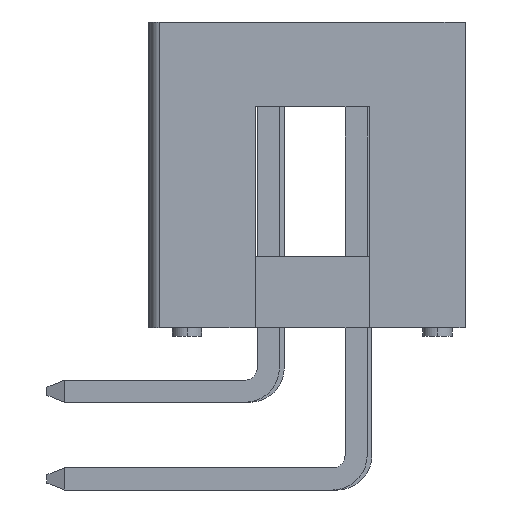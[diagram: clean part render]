
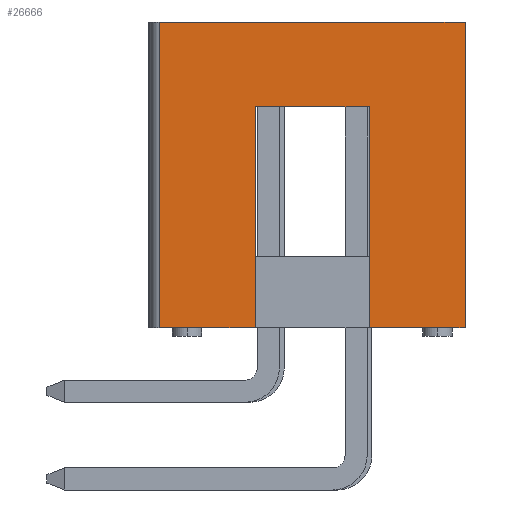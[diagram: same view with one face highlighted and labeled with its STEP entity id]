
A CAD part, left-side view. The second image highlights one B-rep face of the part: STEP entity #26666.
In plain terms, the highlighted planar face has unit normal (-1, 0, 0).
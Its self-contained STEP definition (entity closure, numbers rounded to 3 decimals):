
#22264 = PLANE('',#22265);
#22265 = AXIS2_PLACEMENT_3D('',#22266,#22267,#22268);
#22266 = CARTESIAN_POINT('',(16.53,-4.425,-4.425));
#22267 = DIRECTION('',(0.,0.,-1.));
#22268 = DIRECTION('',(0.,-1.,0.));
#23116 = VERTEX_POINT('',#23117);
#23117 = CARTESIAN_POINT('',(-16.53,-4.425,-4.425));
#23131 = PLANE('',#23132);
#23132 = AXIS2_PLACEMENT_3D('',#23133,#23134,#23135);
#23133 = CARTESIAN_POINT('',(0.,-4.425,0.));
#23134 = DIRECTION('',(-0.,1.,0.));
#23135 = DIRECTION('',(1.,0.,0.));
#23143 = EDGE_CURVE('',#23116,#23144,#23146,.T.);
#23144 = VERTEX_POINT('',#23145);
#23145 = CARTESIAN_POINT('',(-16.53,-1.65,-4.425));
#23146 = SURFACE_CURVE('',#23147,(#23151,#23158),.PCURVE_S1.);
#23147 = LINE('',#23148,#23149);
#23148 = CARTESIAN_POINT('',(-16.53,-4.425,-4.425));
#23149 = VECTOR('',#23150,1.);
#23150 = DIRECTION('',(0.,1.,0.));
#23151 = PCURVE('',#22264,#23152);
#23152 = DEFINITIONAL_REPRESENTATION('',(#23153),#23157);
#23153 = LINE('',#23154,#23155);
#23154 = CARTESIAN_POINT('',(0.,33.06));
#23155 = VECTOR('',#23156,1.);
#23156 = DIRECTION('',(-1.,-0.));
#23157 = ( GEOMETRIC_REPRESENTATION_CONTEXT(2) 
PARAMETRIC_REPRESENTATION_CONTEXT() REPRESENTATION_CONTEXT('2D SPACE',''
  ) );
#23158 = PCURVE('',#23159,#23164);
#23159 = PLANE('',#23160);
#23160 = AXIS2_PLACEMENT_3D('',#23161,#23162,#23163);
#23161 = CARTESIAN_POINT('',(-16.53,-4.425,-4.425));
#23162 = DIRECTION('',(-1.,0.,0.));
#23163 = DIRECTION('',(0.,0.,1.));
#23164 = DEFINITIONAL_REPRESENTATION('',(#23165),#23169);
#23165 = LINE('',#23166,#23167);
#23166 = CARTESIAN_POINT('',(0.,0.));
#23167 = VECTOR('',#23168,1.);
#23168 = DIRECTION('',(0.,1.));
#23169 = ( GEOMETRIC_REPRESENTATION_CONTEXT(2) 
PARAMETRIC_REPRESENTATION_CONTEXT() REPRESENTATION_CONTEXT('2D SPACE',''
  ) );
#23187 = PLANE('',#23188);
#23188 = AXIS2_PLACEMENT_3D('',#23189,#23190,#23191);
#23189 = CARTESIAN_POINT('',(-16.53,-1.65,1.975));
#23190 = DIRECTION('',(-0.,1.,0.));
#23191 = DIRECTION('',(1.,0.,0.));
#23228 = VERTEX_POINT('',#23229);
#23229 = CARTESIAN_POINT('',(-16.53,1.65,-4.425));
#23243 = PLANE('',#23244);
#23244 = AXIS2_PLACEMENT_3D('',#23245,#23246,#23247);
#23245 = CARTESIAN_POINT('',(-15.48,1.65,1.975));
#23246 = DIRECTION('',(0.,-1.,0.));
#23247 = DIRECTION('',(0.,0.,-1.));
#23255 = EDGE_CURVE('',#23228,#23256,#23258,.T.);
#23256 = VERTEX_POINT('',#23257);
#23257 = CARTESIAN_POINT('',(-16.53,4.425,-4.425));
#23258 = SURFACE_CURVE('',#23259,(#23263,#23270),.PCURVE_S1.);
#23259 = LINE('',#23260,#23261);
#23260 = CARTESIAN_POINT('',(-16.53,-4.425,-4.425));
#23261 = VECTOR('',#23262,1.);
#23262 = DIRECTION('',(0.,1.,0.));
#23263 = PCURVE('',#22264,#23264);
#23264 = DEFINITIONAL_REPRESENTATION('',(#23265),#23269);
#23265 = LINE('',#23266,#23267);
#23266 = CARTESIAN_POINT('',(0.,33.06));
#23267 = VECTOR('',#23268,1.);
#23268 = DIRECTION('',(-1.,-0.));
#23269 = ( GEOMETRIC_REPRESENTATION_CONTEXT(2) 
PARAMETRIC_REPRESENTATION_CONTEXT() REPRESENTATION_CONTEXT('2D SPACE',''
  ) );
#23270 = PCURVE('',#23159,#23271);
#23271 = DEFINITIONAL_REPRESENTATION('',(#23272),#23276);
#23272 = LINE('',#23273,#23274);
#23273 = CARTESIAN_POINT('',(0.,0.));
#23274 = VECTOR('',#23275,1.);
#23275 = DIRECTION('',(0.,1.));
#23276 = ( GEOMETRIC_REPRESENTATION_CONTEXT(2) 
PARAMETRIC_REPRESENTATION_CONTEXT() REPRESENTATION_CONTEXT('2D SPACE',''
  ) );
#23294 = PLANE('',#23295);
#23295 = AXIS2_PLACEMENT_3D('',#23296,#23297,#23298);
#23296 = CARTESIAN_POINT('',(0.,4.425,0.));
#23297 = DIRECTION('',(-0.,1.,0.));
#23298 = DIRECTION('',(1.,0.,0.));
#26154 = PLANE('',#26155);
#26155 = AXIS2_PLACEMENT_3D('',#26156,#26157,#26158);
#26156 = CARTESIAN_POINT('',(-16.53,-4.425,4.425));
#26157 = DIRECTION('',(0.,0.,1.));
#26158 = DIRECTION('',(1.,0.,-0.));
#26508 = VERTEX_POINT('',#26509);
#26509 = CARTESIAN_POINT('',(-16.53,-4.425,4.425));
#26530 = EDGE_CURVE('',#23116,#26508,#26531,.T.);
#26531 = SURFACE_CURVE('',#26532,(#26536,#26543),.PCURVE_S1.);
#26532 = LINE('',#26533,#26534);
#26533 = CARTESIAN_POINT('',(-16.53,-4.425,-4.425));
#26534 = VECTOR('',#26535,1.);
#26535 = DIRECTION('',(0.,0.,1.));
#26536 = PCURVE('',#23131,#26537);
#26537 = DEFINITIONAL_REPRESENTATION('',(#26538),#26542);
#26538 = LINE('',#26539,#26540);
#26539 = CARTESIAN_POINT('',(-16.53,4.425));
#26540 = VECTOR('',#26541,1.);
#26541 = DIRECTION('',(0.,-1.));
#26542 = ( GEOMETRIC_REPRESENTATION_CONTEXT(2) 
PARAMETRIC_REPRESENTATION_CONTEXT() REPRESENTATION_CONTEXT('2D SPACE',''
  ) );
#26543 = PCURVE('',#23159,#26544);
#26544 = DEFINITIONAL_REPRESENTATION('',(#26545),#26549);
#26545 = LINE('',#26546,#26547);
#26546 = CARTESIAN_POINT('',(0.,0.));
#26547 = VECTOR('',#26548,1.);
#26548 = DIRECTION('',(1.,0.));
#26549 = ( GEOMETRIC_REPRESENTATION_CONTEXT(2) 
PARAMETRIC_REPRESENTATION_CONTEXT() REPRESENTATION_CONTEXT('2D SPACE',''
  ) );
#26623 = EDGE_CURVE('',#23256,#26624,#26626,.T.);
#26624 = VERTEX_POINT('',#26625);
#26625 = CARTESIAN_POINT('',(-16.53,4.425,4.425));
#26626 = SURFACE_CURVE('',#26627,(#26631,#26638),.PCURVE_S1.);
#26627 = LINE('',#26628,#26629);
#26628 = CARTESIAN_POINT('',(-16.53,4.425,-4.425));
#26629 = VECTOR('',#26630,1.);
#26630 = DIRECTION('',(0.,0.,1.));
#26631 = PCURVE('',#23294,#26632);
#26632 = DEFINITIONAL_REPRESENTATION('',(#26633),#26637);
#26633 = LINE('',#26634,#26635);
#26634 = CARTESIAN_POINT('',(-16.53,4.425));
#26635 = VECTOR('',#26636,1.);
#26636 = DIRECTION('',(0.,-1.));
#26637 = ( GEOMETRIC_REPRESENTATION_CONTEXT(2) 
PARAMETRIC_REPRESENTATION_CONTEXT() REPRESENTATION_CONTEXT('2D SPACE',''
  ) );
#26638 = PCURVE('',#23159,#26639);
#26639 = DEFINITIONAL_REPRESENTATION('',(#26640),#26644);
#26640 = LINE('',#26641,#26642);
#26641 = CARTESIAN_POINT('',(0.,8.85));
#26642 = VECTOR('',#26643,1.);
#26643 = DIRECTION('',(1.,0.));
#26644 = ( GEOMETRIC_REPRESENTATION_CONTEXT(2) 
PARAMETRIC_REPRESENTATION_CONTEXT() REPRESENTATION_CONTEXT('2D SPACE',''
  ) );
#26666 = ADVANCED_FACE('',(#26667),#23159,.T.);
#26667 = FACE_BOUND('',#26668,.T.);
#26668 = EDGE_LOOP('',(#26669,#26699,#26720,#26721,#26722,#26743,#26744,
    #26745));
#26669 = ORIENTED_EDGE('',*,*,#26670,.T.);
#26670 = EDGE_CURVE('',#26671,#26673,#26675,.T.);
#26671 = VERTEX_POINT('',#26672);
#26672 = CARTESIAN_POINT('',(-16.53,1.65,1.975));
#26673 = VERTEX_POINT('',#26674);
#26674 = CARTESIAN_POINT('',(-16.53,-1.65,1.975));
#26675 = SURFACE_CURVE('',#26676,(#26680,#26687),.PCURVE_S1.);
#26676 = LINE('',#26677,#26678);
#26677 = CARTESIAN_POINT('',(-16.53,1.65,1.975));
#26678 = VECTOR('',#26679,1.);
#26679 = DIRECTION('',(0.,-1.,0.));
#26680 = PCURVE('',#23159,#26681);
#26681 = DEFINITIONAL_REPRESENTATION('',(#26682),#26686);
#26682 = LINE('',#26683,#26684);
#26683 = CARTESIAN_POINT('',(6.4,6.075));
#26684 = VECTOR('',#26685,1.);
#26685 = DIRECTION('',(0.,-1.));
#26686 = ( GEOMETRIC_REPRESENTATION_CONTEXT(2) 
PARAMETRIC_REPRESENTATION_CONTEXT() REPRESENTATION_CONTEXT('2D SPACE',''
  ) );
#26687 = PCURVE('',#26688,#26693);
#26688 = PLANE('',#26689);
#26689 = AXIS2_PLACEMENT_3D('',#26690,#26691,#26692);
#26690 = CARTESIAN_POINT('',(0.,0.,1.975));
#26691 = DIRECTION('',(0.,0.,1.));
#26692 = DIRECTION('',(1.,0.,-0.));
#26693 = DEFINITIONAL_REPRESENTATION('',(#26694),#26698);
#26694 = LINE('',#26695,#26696);
#26695 = CARTESIAN_POINT('',(-16.53,1.65));
#26696 = VECTOR('',#26697,1.);
#26697 = DIRECTION('',(0.,-1.));
#26698 = ( GEOMETRIC_REPRESENTATION_CONTEXT(2) 
PARAMETRIC_REPRESENTATION_CONTEXT() REPRESENTATION_CONTEXT('2D SPACE',''
  ) );
#26699 = ORIENTED_EDGE('',*,*,#26700,.T.);
#26700 = EDGE_CURVE('',#26673,#23144,#26701,.T.);
#26701 = SURFACE_CURVE('',#26702,(#26706,#26713),.PCURVE_S1.);
#26702 = LINE('',#26703,#26704);
#26703 = CARTESIAN_POINT('',(-16.53,-1.65,1.975));
#26704 = VECTOR('',#26705,1.);
#26705 = DIRECTION('',(0.,0.,-1.));
#26706 = PCURVE('',#23159,#26707);
#26707 = DEFINITIONAL_REPRESENTATION('',(#26708),#26712);
#26708 = LINE('',#26709,#26710);
#26709 = CARTESIAN_POINT('',(6.4,2.775));
#26710 = VECTOR('',#26711,1.);
#26711 = DIRECTION('',(-1.,0.));
#26712 = ( GEOMETRIC_REPRESENTATION_CONTEXT(2) 
PARAMETRIC_REPRESENTATION_CONTEXT() REPRESENTATION_CONTEXT('2D SPACE',''
  ) );
#26713 = PCURVE('',#23187,#26714);
#26714 = DEFINITIONAL_REPRESENTATION('',(#26715),#26719);
#26715 = LINE('',#26716,#26717);
#26716 = CARTESIAN_POINT('',(0.,0.));
#26717 = VECTOR('',#26718,1.);
#26718 = DIRECTION('',(0.,1.));
#26719 = ( GEOMETRIC_REPRESENTATION_CONTEXT(2) 
PARAMETRIC_REPRESENTATION_CONTEXT() REPRESENTATION_CONTEXT('2D SPACE',''
  ) );
#26720 = ORIENTED_EDGE('',*,*,#23143,.F.);
#26721 = ORIENTED_EDGE('',*,*,#26530,.T.);
#26722 = ORIENTED_EDGE('',*,*,#26723,.T.);
#26723 = EDGE_CURVE('',#26508,#26624,#26724,.T.);
#26724 = SURFACE_CURVE('',#26725,(#26729,#26736),.PCURVE_S1.);
#26725 = LINE('',#26726,#26727);
#26726 = CARTESIAN_POINT('',(-16.53,-4.425,4.425));
#26727 = VECTOR('',#26728,1.);
#26728 = DIRECTION('',(0.,1.,0.));
#26729 = PCURVE('',#23159,#26730);
#26730 = DEFINITIONAL_REPRESENTATION('',(#26731),#26735);
#26731 = LINE('',#26732,#26733);
#26732 = CARTESIAN_POINT('',(8.85,0.));
#26733 = VECTOR('',#26734,1.);
#26734 = DIRECTION('',(0.,1.));
#26735 = ( GEOMETRIC_REPRESENTATION_CONTEXT(2) 
PARAMETRIC_REPRESENTATION_CONTEXT() REPRESENTATION_CONTEXT('2D SPACE',''
  ) );
#26736 = PCURVE('',#26154,#26737);
#26737 = DEFINITIONAL_REPRESENTATION('',(#26738),#26742);
#26738 = LINE('',#26739,#26740);
#26739 = CARTESIAN_POINT('',(0.,0.));
#26740 = VECTOR('',#26741,1.);
#26741 = DIRECTION('',(0.,1.));
#26742 = ( GEOMETRIC_REPRESENTATION_CONTEXT(2) 
PARAMETRIC_REPRESENTATION_CONTEXT() REPRESENTATION_CONTEXT('2D SPACE',''
  ) );
#26743 = ORIENTED_EDGE('',*,*,#26623,.F.);
#26744 = ORIENTED_EDGE('',*,*,#23255,.F.);
#26745 = ORIENTED_EDGE('',*,*,#26746,.F.);
#26746 = EDGE_CURVE('',#26671,#23228,#26747,.T.);
#26747 = SURFACE_CURVE('',#26748,(#26752,#26759),.PCURVE_S1.);
#26748 = LINE('',#26749,#26750);
#26749 = CARTESIAN_POINT('',(-16.53,1.65,1.975));
#26750 = VECTOR('',#26751,1.);
#26751 = DIRECTION('',(0.,0.,-1.));
#26752 = PCURVE('',#23159,#26753);
#26753 = DEFINITIONAL_REPRESENTATION('',(#26754),#26758);
#26754 = LINE('',#26755,#26756);
#26755 = CARTESIAN_POINT('',(6.4,6.075));
#26756 = VECTOR('',#26757,1.);
#26757 = DIRECTION('',(-1.,0.));
#26758 = ( GEOMETRIC_REPRESENTATION_CONTEXT(2) 
PARAMETRIC_REPRESENTATION_CONTEXT() REPRESENTATION_CONTEXT('2D SPACE',''
  ) );
#26759 = PCURVE('',#23243,#26760);
#26760 = DEFINITIONAL_REPRESENTATION('',(#26761),#26765);
#26761 = LINE('',#26762,#26763);
#26762 = CARTESIAN_POINT('',(0.,-1.05));
#26763 = VECTOR('',#26764,1.);
#26764 = DIRECTION('',(1.,0.));
#26765 = ( GEOMETRIC_REPRESENTATION_CONTEXT(2) 
PARAMETRIC_REPRESENTATION_CONTEXT() REPRESENTATION_CONTEXT('2D SPACE',''
  ) );
